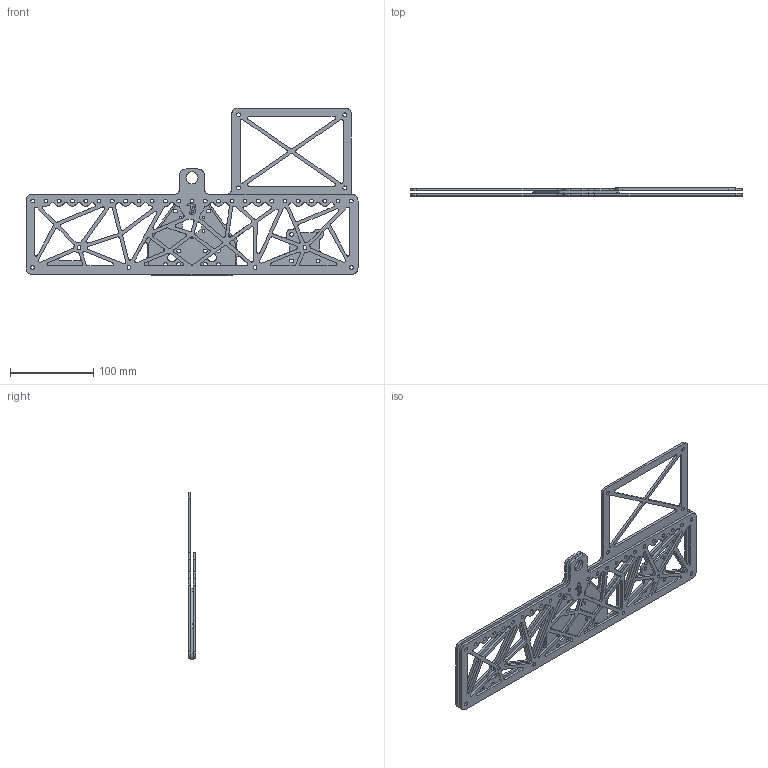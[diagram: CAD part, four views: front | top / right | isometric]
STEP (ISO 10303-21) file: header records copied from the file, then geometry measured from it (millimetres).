
FILE_DESCRIPTION(/* description */ ('STEP AP242','CAx-IF Rec.Pracs.---Representation and Presentation of Product Manufacturing Information (PMI)---4.0---2014-10-13','CAx-IF Rec.Pracs.---3D Tessellated Geometry---0.4---2014-09-14','2;1'),/* implementation_level */ '2;1');
FILE_NAME(/* name */ '66775f8e8464d571b6d5ee41',/* time_stamp */ '2024-06-22T23:34:39Z',/* author */ (''),/* organization */ (''),/* preprocessor_version */ 'ST-DEVELOPER v20',/* originating_system */ ' ',/* authorisation */ ' ');
FILE_SCHEMA (('AP242_MANAGED_MODEL_BASED_3D_ENGINEERING_MIM_LF { 1 0 10303 442 1 1 4 }'));
Length unit declared in the file: metre
Products named in the file (3): Inner Plate; Outer Plate; Motor Block
Bounding box: 400 x 9.53 x 202 mm (x, y, z)
Volume: 163390.2 mm3; surface area: 140316 mm2
Topology: 3 solids, 3 shells, 766 faces, 2274 edges, 1516 vertices
Faces by surface type: cylinder 452, plane 265, bspline 49
Full cylindrical faces by diameter (mm): 3.05 x6, 4.5 x91, 10.5 x2, 14.5 x2, 24 x1, 37 x2
Entity records: 26816 total; most frequent: CARTESIAN_POINT 5321, DIRECTION 4367, ORIENTED_EDGE 4340, EDGE_CURVE 2170, AXIS2_PLACEMENT_3D 1624, VERTEX_POINT 1516, EDGE_LOOP 1200, FACE_BOUND 1200
